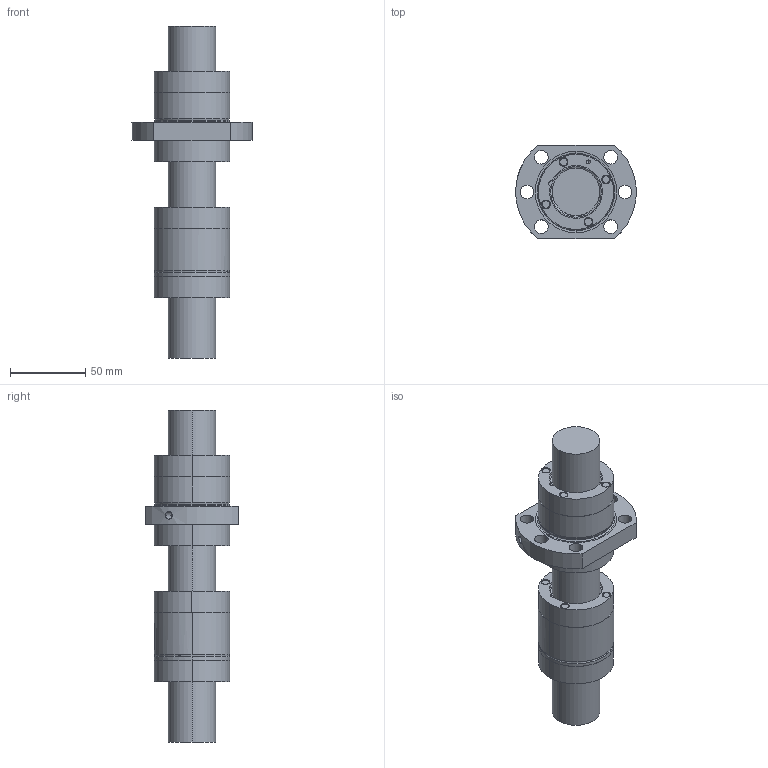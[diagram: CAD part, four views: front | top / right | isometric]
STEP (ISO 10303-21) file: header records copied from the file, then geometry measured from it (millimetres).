
FILE_DESCRIPTION(('Creo Elements/Direct Modeling STEP Export'),'2;1');
FILE_NAME('HSB-KGT-M-3210RH-2g.stp','2015-05-13T 8:57:15',(''),(''),'Creo Elements/Direct Modeling STEP processor for AP214 (Solid Model)','Creo Elements/Direct Modeling 18.1F 24-Jul-2014 (C) Parametric Technology GmbH','');
FILE_SCHEMA(('AUTOMOTIVE_DESIGN { 1 0 10303 214 1 1 1 1 }'));
Length unit declared in the file: millimetre
Products named in the file (3): HSB-KGM-F-3210RH-2g_23120; HSB-KGM-M-3210RH-2g_20883; HSB-KGS-3210RH-2g-T7_21447
Bounding box: 79.74 x 62 x 220 mm (x, y, z)
Volume: 334782.7 mm3; surface area: 66564.7 mm2
Topology: 3 solids, 3 shells, 195 faces, 449 edges, 282 vertices
Faces by surface type: cylinder 94, cone 58, plane 39, torus 4
Entity records: 8242 total; most frequent: CARTESIAN_POINT 2517, ORIENTED_EDGE 878, DIRECTION 814, EDGE_CURVE 439, AXIS2_PLACEMENT_3D 325, VERTEX_POINT 282, EDGE_LOOP 243, COLOUR_RGB 198
